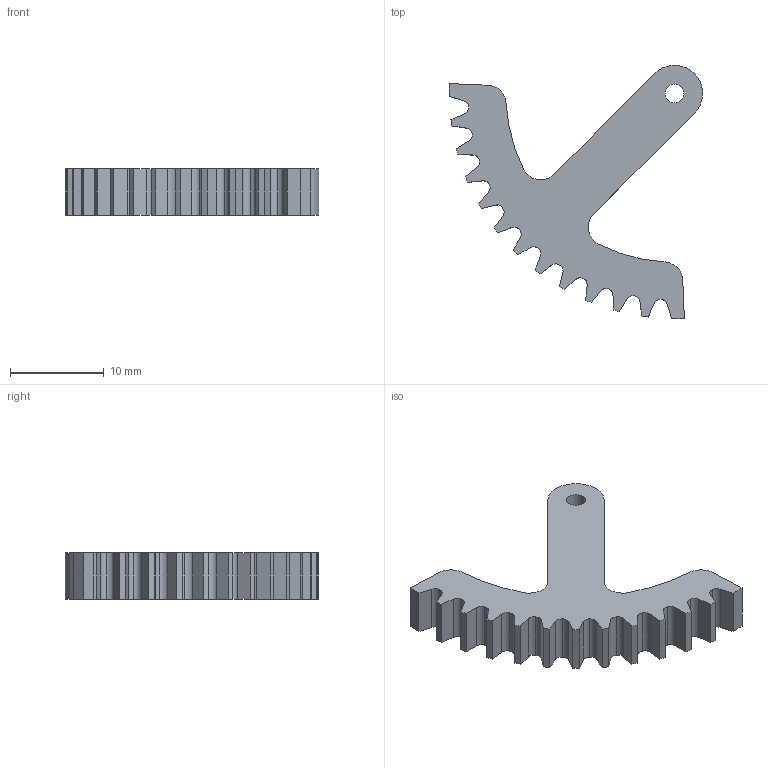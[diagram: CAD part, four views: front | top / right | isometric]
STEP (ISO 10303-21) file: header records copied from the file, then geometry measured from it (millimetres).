
FILE_DESCRIPTION(('produced by SPATIAL CORP'),'2;1');
FILE_NAME( 'gear_lid.prt.hh.sat.stp','2002-04-19T14:07:28+00:00',('SPATIAL CORP'),('SPATIAL CORP'), 'ACIS STEP Husk','http://www.spatial.com','SPATIAL CORP');
FILE_SCHEMA(('CONFIG_CONTROL_DESIGN'));
Length unit declared in the file: millimetre
Products named in the file (1): PRODUCT_ID_1
Bounding box: 26.99 x 26.99 x 5 mm (x, y, z)
Volume: 1439.6 mm3; surface area: 1336.7 mm2
Topology: 1 solids, 1 shells, 77 faces, 225 edges, 150 vertices
Faces by surface type: cylinder 47, plane 30
Entity records: 2491 total; most frequent: ORIENTED_EDGE 450, CARTESIAN_POINT 425, DIRECTION 391, EDGE_CURVE 225, VERTEX_POINT 150, VECTOR 131, LINE 131, AXIS2_PLACEMENT_3D 130
